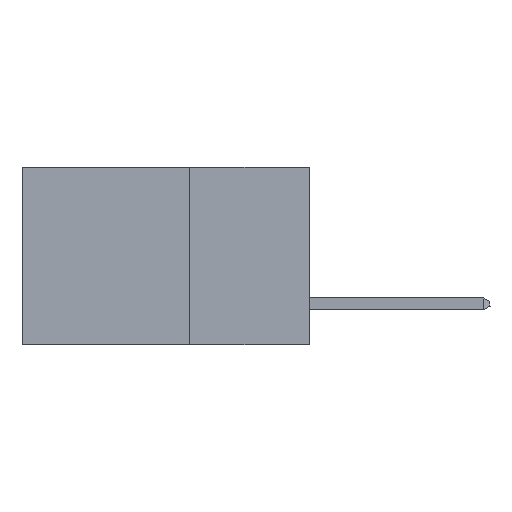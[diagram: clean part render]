
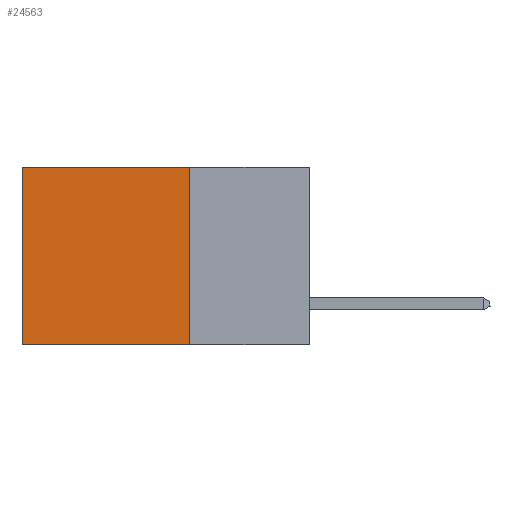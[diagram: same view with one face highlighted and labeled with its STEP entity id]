
A CAD part, left-side view. The second image highlights one B-rep face of the part: STEP entity #24563.
In plain terms, the highlighted planar face has unit normal (-1, 0, 0).
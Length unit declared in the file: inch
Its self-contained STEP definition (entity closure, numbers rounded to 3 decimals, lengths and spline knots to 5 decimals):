
#229 = VECTOR ( 'NONE', #1839, 39.37008 ) ;
#1330 = CARTESIAN_POINT ( 'NONE',  ( 0.2875, 0.25, 0. ) ) ;
#1447 = CARTESIAN_POINT ( 'NONE',  ( 0.2875, 0.6, -0.37 ) ) ;
#1537 = DIRECTION ( 'NONE',  ( 1., 0., 0. ) ) ;
#1839 = DIRECTION ( 'NONE',  ( 0., 0., -1. ) ) ;
#2157 = VERTEX_POINT ( 'NONE', #1447 ) ;
#3134 = DIRECTION ( 'NONE',  ( 0., 0., -1. ) ) ;
#3493 = CARTESIAN_POINT ( 'NONE',  ( 0.2875, 0.25, -0.37 ) ) ;
#5684 = EDGE_CURVE ( 'NONE', #10470, #2157, #11599, .T. ) ;
#6956 = ORIENTED_EDGE ( 'NONE', *, *, #15315, .T. ) ;
#7540 = AXIS2_PLACEMENT_3D ( 'NONE', #22524, #1537, #10926 ) ;
#9027 = CARTESIAN_POINT ( 'NONE',  ( 0.2875, 0.6, 0. ) ) ;
#9403 = LINE ( 'NONE', #3493, #9697 ) ;
#9697 = VECTOR ( 'NONE', #13127, 39.37008 ) ;
#10210 = CARTESIAN_POINT ( 'NONE',  ( 0.2875, 0.25, 0. ) ) ;
#10470 = VERTEX_POINT ( 'NONE', #17093 ) ;
#10926 = DIRECTION ( 'NONE',  ( 0., 0., -1. ) ) ;
#11599 = LINE ( 'NONE', #9027, #229 ) ;
#12102 = EDGE_CURVE ( 'NONE', #20208, #19267, #19163, .T. ) ;
#12120 = DIRECTION ( 'NONE',  ( 0., 1., 0. ) ) ;
#12574 = CARTESIAN_POINT ( 'NONE',  ( 0.2875, 0.25, 0. ) ) ;
#12735 = PLANE ( 'NONE',  #7540 ) ;
#13127 = DIRECTION ( 'NONE',  ( 0., 1., 0. ) ) ;
#13763 = VECTOR ( 'NONE', #3134, 39.37008 ) ;
#14324 = ORIENTED_EDGE ( 'NONE', *, *, #17316, .F. ) ;
#15315 = EDGE_CURVE ( 'NONE', #20208, #10470, #16713, .T. ) ;
#16713 = LINE ( 'NONE', #10210, #18768 ) ;
#17093 = CARTESIAN_POINT ( 'NONE',  ( 0.2875, 0.6, 0. ) ) ;
#17316 = EDGE_CURVE ( 'NONE', #19267, #2157, #9403, .T. ) ;
#18039 = CARTESIAN_POINT ( 'NONE',  ( 0.2875, 0.25, -0.37 ) ) ;
#18768 = VECTOR ( 'NONE', #12120, 39.37008 ) ;
#19163 = LINE ( 'NONE', #1330, #13763 ) ;
#19267 = VERTEX_POINT ( 'NONE', #18039 ) ;
#19969 = ORIENTED_EDGE ( 'NONE', *, *, #5684, .T. ) ;
#20208 = VERTEX_POINT ( 'NONE', #12574 ) ;
#20584 = EDGE_LOOP ( 'NONE', ( #19969, #14324, #22970, #6956 ) ) ;
#22524 = CARTESIAN_POINT ( 'NONE',  ( 0.2875, 0.25, 0. ) ) ;
#22970 = ORIENTED_EDGE ( 'NONE', *, *, #12102, .F. ) ;
#23427 = FACE_OUTER_BOUND ( 'NONE', #20584, .T. ) ;
#24563 = ADVANCED_FACE ( 'NONE', ( #23427 ), #12735, .F. ) ;
